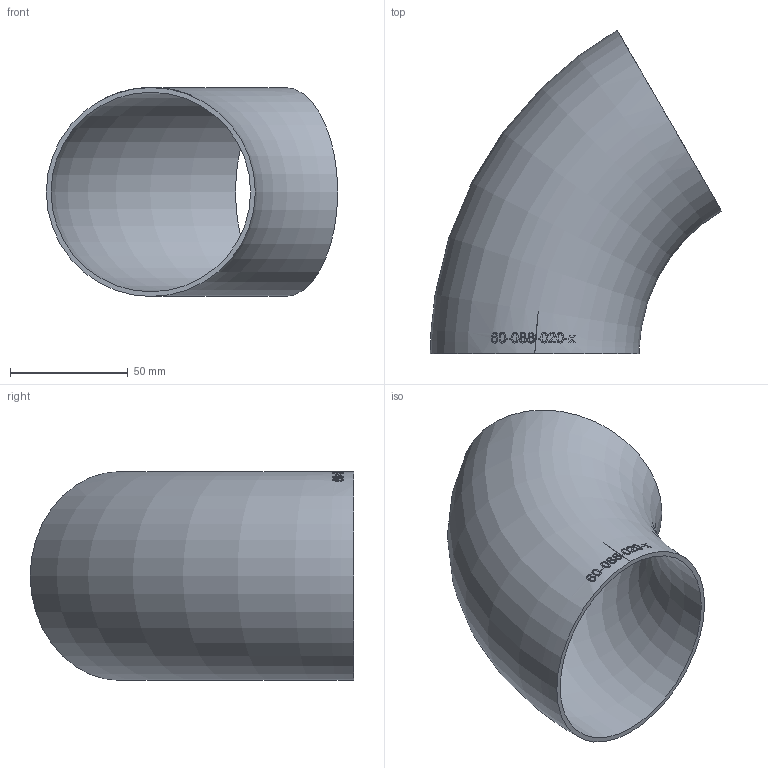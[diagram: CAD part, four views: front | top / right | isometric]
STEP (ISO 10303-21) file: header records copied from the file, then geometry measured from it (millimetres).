
FILE_DESCRIPTION (( 'STEP AP214' ), '1' );
FILE_NAME ('60-088-020-x Bogen 2004.STEP', '2020-04-22T07:12:58', ( '' ), ( '' ), 'SwSTEP 2.0', 'SolidWorks 2019', '' );
FILE_SCHEMA (( 'AUTOMOTIVE_DESIGN' ));
Length unit declared in the file: millimetre
Products named in the file (1): 60-088-020-x Bogen 2004
Bounding box: 123.92 x 137.65 x 88.9 mm (x, y, z)
Volume: 65466.7 mm3; surface area: 66568.1 mm2
Topology: 1 solids, 1 shells, 153 faces, 391 edges, 261 vertices
Faces by surface type: bspline 128, torus 23, plane 2
Entity records: 27736 total; most frequent: CARTESIAN_POINT 23594, ORIENTED_EDGE 776, EDGE_CURVE 388, B_SPLINE_CURVE_WITH_KNOTS 384, VERTEX_POINT 260, EDGE_LOOP 178, FACE_OUTER_BOUND 155, ADVANCED_FACE 153
